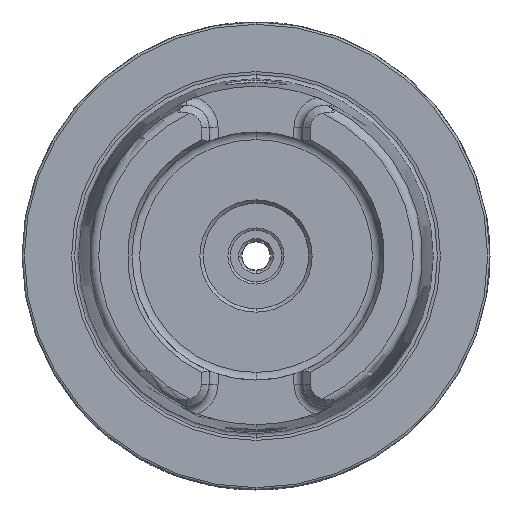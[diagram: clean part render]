
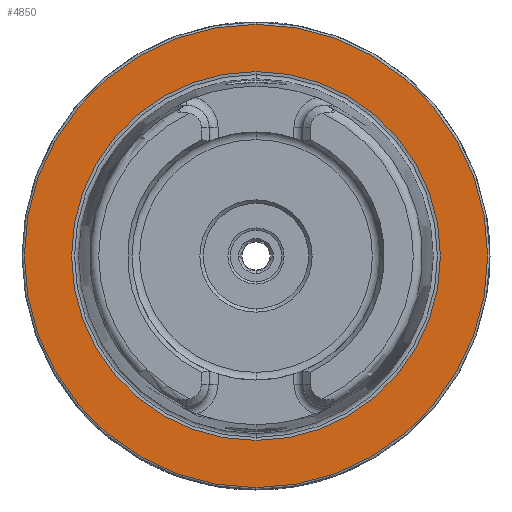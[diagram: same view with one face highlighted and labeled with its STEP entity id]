
A CAD part, left-side view. The second image highlights one B-rep face of the part: STEP entity #4850.
In plain terms, the highlighted planar face has unit normal (-1, 0, 0).
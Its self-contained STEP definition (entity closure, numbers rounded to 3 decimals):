
#398 = AXIS2_PLACEMENT_3D ( 'NONE', #3027, #3062, #3068 ) ;
#534 = AXIS2_PLACEMENT_3D ( 'NONE', #2943, #2806, #6279 ) ;
#809 = FACE_OUTER_BOUND ( 'NONE', #2602, .T. ) ;
#913 = FACE_BOUND ( 'NONE', #1643, .T. ) ;
#1232 = EDGE_CURVE ( 'NONE', #2733, #10713, #8559, .T. ) ;
#1260 = EDGE_CURVE ( 'NONE', #3875, #5161, #8684, .T. ) ;
#1275 = DIRECTION ( 'NONE',  ( 0., 0., 1. ) ) ;
#1289 = DIRECTION ( 'NONE',  ( -1., 0., 0. ) ) ;
#1299 = CARTESIAN_POINT ( 'NONE',  ( 0., 0., 0. ) ) ;
#1592 = ORIENTED_EDGE ( 'NONE', *, *, #8792, .T. ) ;
#1643 = EDGE_LOOP ( 'NONE', ( #1746, #7313 ) ) ;
#1746 = ORIENTED_EDGE ( 'NONE', *, *, #1232, .F. ) ;
#2078 = DIRECTION ( 'NONE',  ( 0., 0., 1. ) ) ;
#2122 = DIRECTION ( 'NONE',  ( -1., 0., 0. ) ) ;
#2346 = CARTESIAN_POINT ( 'NONE',  ( 0., 0., 0. ) ) ;
#2602 = EDGE_LOOP ( 'NONE', ( #1592, #3943 ) ) ;
#2733 = VERTEX_POINT ( 'NONE', #10109 ) ;
#2806 = DIRECTION ( 'NONE',  ( -1., 0., 0. ) ) ;
#2943 = CARTESIAN_POINT ( 'NONE',  ( 0., 0., 0. ) ) ;
#2970 = AXIS2_PLACEMENT_3D ( 'NONE', #2346, #2122, #2078 ) ;
#3027 = CARTESIAN_POINT ( 'NONE',  ( 0., 0., 0. ) ) ;
#3062 = DIRECTION ( 'NONE',  ( -1., 0., 0. ) ) ;
#3068 = DIRECTION ( 'NONE',  ( 0., 0., 1. ) ) ;
#3470 = AXIS2_PLACEMENT_3D ( 'NONE', #1299, #1289, #1275 ) ;
#3875 = VERTEX_POINT ( 'NONE', #4354 ) ;
#3943 = ORIENTED_EDGE ( 'NONE', *, *, #1260, .T. ) ;
#4354 = CARTESIAN_POINT ( 'NONE',  ( 0., 0., -49.5 ) ) ;
#4850 = ADVANCED_FACE ( 'NONE', ( #913, #809 ), #10691, .F. ) ;
#5161 = VERTEX_POINT ( 'NONE', #8735 ) ;
#6279 = DIRECTION ( 'NONE',  ( 0., 0., 1. ) ) ;
#6461 = CIRCLE ( 'NONE', #2970, 39.405 ) ;
#6717 = CIRCLE ( 'NONE', #3470, 49.5 ) ;
#6798 = AXIS2_PLACEMENT_3D ( 'NONE', #10677, #10654, #10624 ) ;
#7313 = ORIENTED_EDGE ( 'NONE', *, *, #9082, .F. ) ;
#7391 = CARTESIAN_POINT ( 'NONE',  ( 0., 0., -39.405 ) ) ;
#8559 = CIRCLE ( 'NONE', #534, 39.405 ) ;
#8684 = CIRCLE ( 'NONE', #398, 49.5 ) ;
#8735 = CARTESIAN_POINT ( 'NONE',  ( 0., 0., 49.5 ) ) ;
#8792 = EDGE_CURVE ( 'NONE', #5161, #3875, #6717, .T. ) ;
#9082 = EDGE_CURVE ( 'NONE', #10713, #2733, #6461, .T. ) ;
#10109 = CARTESIAN_POINT ( 'NONE',  ( 0., 0., 39.405 ) ) ;
#10624 = DIRECTION ( 'NONE',  ( 0., 0., -1. ) ) ;
#10654 = DIRECTION ( 'NONE',  ( 1., 0., 0. ) ) ;
#10677 = CARTESIAN_POINT ( 'NONE',  ( 0., 49.5, 0. ) ) ;
#10691 = PLANE ( 'NONE',  #6798 ) ;
#10713 = VERTEX_POINT ( 'NONE', #7391 ) ;
